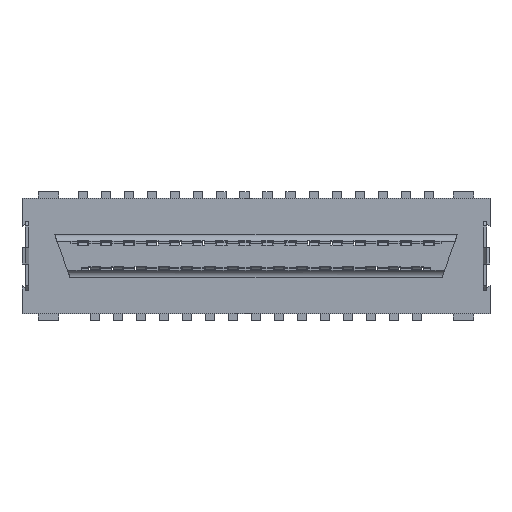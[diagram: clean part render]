
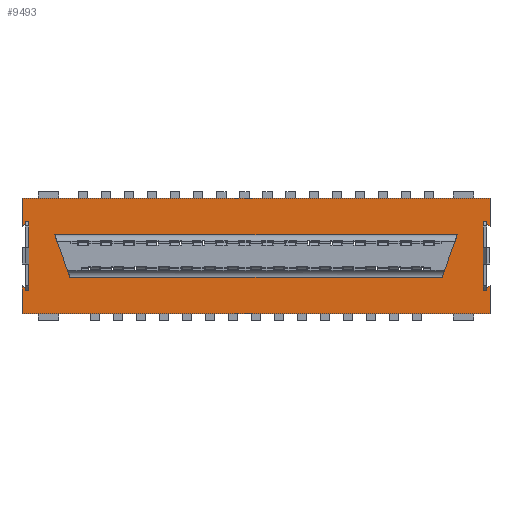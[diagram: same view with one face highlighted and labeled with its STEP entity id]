
A CAD part, top view. The second image highlights one B-rep face of the part: STEP entity #9493.
In plain terms, the highlighted planar face has unit normal (0, 0, 1).
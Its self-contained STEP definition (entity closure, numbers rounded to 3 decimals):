
#37=CARTESIAN_POINT('',(-8.65,-2.5,0.86));
#38=VERTEX_POINT('',#37);
#48=CARTESIAN_POINT('',(-8.65,-1.3,0.86));
#49=VERTEX_POINT('',#48);
#50=CARTESIAN_POINT('',(-8.65,-2.5,0.86));
#51=CARTESIAN_POINT('',(-8.65,-2.26,0.86));
#52=CARTESIAN_POINT('',(-8.65,-2.02,0.86));
#53=CARTESIAN_POINT('',(-8.65,-1.78,0.86));
#54=CARTESIAN_POINT('',(-8.65,-1.54,0.86));
#55=CARTESIAN_POINT('',(-8.65,-1.3,0.86));
#56=B_SPLINE_CURVE_WITH_KNOTS('',5,(#50,#51,#52,#53,#54,#55),.UNSPECIFIED.,.F.,.U.,(6,6),(0.,1.2),.UNSPECIFIED.);
#57=EDGE_CURVE('',#38,#49,#56,.T.);
#89=CARTESIAN_POINT('',(-8.65,1.3,0.86));
#90=VERTEX_POINT('',#89);
#100=CARTESIAN_POINT('',(-8.65,2.5,0.86));
#101=VERTEX_POINT('',#100);
#102=CARTESIAN_POINT('',(-8.65,1.3,0.86));
#103=CARTESIAN_POINT('',(-8.65,1.54,0.86));
#104=CARTESIAN_POINT('',(-8.65,1.78,0.86));
#105=CARTESIAN_POINT('',(-8.65,2.02,0.86));
#106=CARTESIAN_POINT('',(-8.65,2.26,0.86));
#107=CARTESIAN_POINT('',(-8.65,2.5,0.86));
#108=B_SPLINE_CURVE_WITH_KNOTS('',5,(#102,#103,#104,#105,#106,#107),.UNSPECIFIED.,.F.,.U.,(6,6),(0.,1.2),.UNSPECIFIED.);
#109=EDGE_CURVE('',#90,#101,#108,.T.);
#139=CARTESIAN_POINT('',(-6.571,-0.925,0.86));
#140=VERTEX_POINT('',#139);
#194=CARTESIAN_POINT('',(-7.232,0.925,0.86));
#195=VERTEX_POINT('',#194);
#214=CARTESIAN_POINT('',(-7.232,0.925,0.86));
#215=CARTESIAN_POINT('',(-7.1,0.555,0.86));
#216=CARTESIAN_POINT('',(-6.968,0.185,0.86));
#217=CARTESIAN_POINT('',(-6.836,-0.185,0.86));
#218=CARTESIAN_POINT('',(-6.704,-0.555,0.86));
#219=CARTESIAN_POINT('',(-6.571,-0.925,0.86));
#220=B_SPLINE_CURVE_WITH_KNOTS('',5,(#214,#215,#216,#217,#218,#219),.UNSPECIFIED.,.F.,.U.,(6,6),(0.,1.964),.UNSPECIFIED.);
#221=EDGE_CURVE('',#195,#140,#220,.T.);
#1973=CARTESIAN_POINT('',(11.65,-2.5,0.86));
#1974=VERTEX_POINT('',#1973);
#1984=CARTESIAN_POINT('',(-8.65,-2.5,0.86));
#1985=CARTESIAN_POINT('',(-4.59,-2.5,0.86));
#1986=CARTESIAN_POINT('',(-0.53,-2.5,0.86));
#1987=CARTESIAN_POINT('',(3.53,-2.5,0.86));
#1988=CARTESIAN_POINT('',(7.59,-2.5,0.86));
#1989=CARTESIAN_POINT('',(11.65,-2.5,0.86));
#1990=B_SPLINE_CURVE_WITH_KNOTS('',5,(#1984,#1985,#1986,#1987,#1988,#1989),.UNSPECIFIED.,.F.,.U.,(6,6),(0.,20.3),.UNSPECIFIED.);
#1991=EDGE_CURVE('',#38,#1974,#1990,.T.);
#2067=CARTESIAN_POINT('',(11.65,-1.3,0.86));
#2068=VERTEX_POINT('',#2067);
#2078=CARTESIAN_POINT('',(11.65,-2.5,0.86));
#2079=CARTESIAN_POINT('',(11.65,-2.26,0.86));
#2080=CARTESIAN_POINT('',(11.65,-2.02,0.86));
#2081=CARTESIAN_POINT('',(11.65,-1.78,0.86));
#2082=CARTESIAN_POINT('',(11.65,-1.54,0.86));
#2083=CARTESIAN_POINT('',(11.65,-1.3,0.86));
#2084=B_SPLINE_CURVE_WITH_KNOTS('',5,(#2078,#2079,#2080,#2081,#2082,#2083),.UNSPECIFIED.,.F.,.U.,(6,6),(0.,1.2),.UNSPECIFIED.);
#2085=EDGE_CURVE('',#1974,#2068,#2084,.T.);
#2107=CARTESIAN_POINT('',(11.65,2.5,0.86));
#2108=VERTEX_POINT('',#2107);
#2118=CARTESIAN_POINT('',(11.65,1.3,0.86));
#2119=VERTEX_POINT('',#2118);
#2120=CARTESIAN_POINT('',(11.65,1.3,0.86));
#2121=CARTESIAN_POINT('',(11.65,1.54,0.86));
#2122=CARTESIAN_POINT('',(11.65,1.78,0.86));
#2123=CARTESIAN_POINT('',(11.65,2.02,0.86));
#2124=CARTESIAN_POINT('',(11.65,2.26,0.86));
#2125=CARTESIAN_POINT('',(11.65,2.5,0.86));
#2126=B_SPLINE_CURVE_WITH_KNOTS('',5,(#2120,#2121,#2122,#2123,#2124,#2125),.UNSPECIFIED.,.F.,.U.,(6,6),(0.,1.2),.UNSPECIFIED.);
#2127=EDGE_CURVE('',#2119,#2108,#2126,.T.);
#2212=CARTESIAN_POINT('',(11.65,2.5,0.86));
#2213=CARTESIAN_POINT('',(7.59,2.5,0.86));
#2214=CARTESIAN_POINT('',(3.53,2.5,0.86));
#2215=CARTESIAN_POINT('',(-0.53,2.5,0.86));
#2216=CARTESIAN_POINT('',(-4.59,2.5,0.86));
#2217=CARTESIAN_POINT('',(-8.65,2.5,0.86));
#2218=B_SPLINE_CURVE_WITH_KNOTS('',5,(#2212,#2213,#2214,#2215,#2216,#2217),.UNSPECIFIED.,.F.,.U.,(6,6),(0.,20.3),.UNSPECIFIED.);
#2219=EDGE_CURVE('',#2108,#101,#2218,.T.);
#2285=CARTESIAN_POINT('',(10.232,0.925,0.86));
#2286=VERTEX_POINT('',#2285);
#2305=CARTESIAN_POINT('',(-7.232,0.925,0.86));
#2306=CARTESIAN_POINT('',(-3.739,0.925,0.86));
#2307=CARTESIAN_POINT('',(-0.246,0.925,0.86));
#2308=CARTESIAN_POINT('',(3.246,0.925,0.86));
#2309=CARTESIAN_POINT('',(6.739,0.925,0.86));
#2310=CARTESIAN_POINT('',(10.232,0.925,0.86));
#2311=B_SPLINE_CURVE_WITH_KNOTS('',5,(#2305,#2306,#2307,#2308,#2309,#2310),.UNSPECIFIED.,.F.,.U.,(6,6),(0.,17.464),.UNSPECIFIED.);
#2312=EDGE_CURVE('',#195,#2286,#2311,.T.);
#2990=CARTESIAN_POINT('',(9.571,-0.925,0.86));
#2991=VERTEX_POINT('',#2990);
#3010=CARTESIAN_POINT('',(10.232,0.925,0.86));
#3011=CARTESIAN_POINT('',(10.1,0.555,0.86));
#3012=CARTESIAN_POINT('',(9.968,0.185,0.86));
#3013=CARTESIAN_POINT('',(9.836,-0.185,0.86));
#3014=CARTESIAN_POINT('',(9.704,-0.555,0.86));
#3015=CARTESIAN_POINT('',(9.571,-0.925,0.86));
#3016=B_SPLINE_CURVE_WITH_KNOTS('',5,(#3010,#3011,#3012,#3013,#3014,#3015),.UNSPECIFIED.,.F.,.U.,(6,6),(0.,1.964),.UNSPECIFIED.);
#3017=EDGE_CURVE('',#2286,#2991,#3016,.T.);
#3637=CARTESIAN_POINT('',(9.571,-0.925,0.86));
#3638=CARTESIAN_POINT('',(6.343,-0.925,0.86));
#3639=CARTESIAN_POINT('',(3.114,-0.925,0.86));
#3640=CARTESIAN_POINT('',(-0.114,-0.925,0.86));
#3641=CARTESIAN_POINT('',(-3.343,-0.925,0.86));
#3642=CARTESIAN_POINT('',(-6.571,-0.925,0.86));
#3643=B_SPLINE_CURVE_WITH_KNOTS('',5,(#3637,#3638,#3639,#3640,#3641,#3642),.UNSPECIFIED.,.F.,.U.,(6,6),(0.,16.143),.UNSPECIFIED.);
#3644=EDGE_CURVE('',#2991,#140,#3643,.T.);
#8084=CARTESIAN_POINT('',(-8.5,-1.4,0.86));
#8085=VERTEX_POINT('',#8084);
#8086=CARTESIAN_POINT('',(-8.65,-1.3,0.86));
#8087=CARTESIAN_POINT('',(-8.62,-1.32,0.86));
#8088=CARTESIAN_POINT('',(-8.59,-1.34,0.86));
#8089=CARTESIAN_POINT('',(-8.56,-1.36,0.86));
#8090=CARTESIAN_POINT('',(-8.53,-1.38,0.86));
#8091=CARTESIAN_POINT('',(-8.5,-1.4,0.86));
#8092=B_SPLINE_CURVE_WITH_KNOTS('',5,(#8086,#8087,#8088,#8089,#8090,#8091),.UNSPECIFIED.,.F.,.U.,(6,6),(0.,0.18),.UNSPECIFIED.);
#8093=EDGE_CURVE('',#49,#8085,#8092,.T.);
#8152=CARTESIAN_POINT('',(-8.5,1.4,0.86));
#8153=VERTEX_POINT('',#8152);
#8160=CARTESIAN_POINT('',(-8.5,1.4,0.86));
#8161=CARTESIAN_POINT('',(-8.53,1.38,0.86));
#8162=CARTESIAN_POINT('',(-8.56,1.36,0.86));
#8163=CARTESIAN_POINT('',(-8.59,1.34,0.86));
#8164=CARTESIAN_POINT('',(-8.62,1.32,0.86));
#8165=CARTESIAN_POINT('',(-8.65,1.3,0.86));
#8166=B_SPLINE_CURVE_WITH_KNOTS('',5,(#8160,#8161,#8162,#8163,#8164,#8165),.UNSPECIFIED.,.F.,.U.,(6,6),(0.18,0.361),.UNSPECIFIED.);
#8167=EDGE_CURVE('',#8153,#90,#8166,.T.);
#9368=CARTESIAN_POINT('',(1.5,0.,0.86));
#9369=DIRECTION('',(1.,0.,0.));
#9370=DIRECTION('',(0.,0.,1.));
#9371=AXIS2_PLACEMENT_3D('',#9368,#9370,#9369);
#9372=PLANE('',#9371);
#9373=ORIENTED_EDGE('',*,*,#2085,.T.);
#9374=CARTESIAN_POINT('',(11.5,-1.4,0.86));
#9375=VERTEX_POINT('',#9374);
#9376=CARTESIAN_POINT('',(11.65,-1.3,0.86));
#9377=CARTESIAN_POINT('',(11.62,-1.32,0.86));
#9378=CARTESIAN_POINT('',(11.59,-1.34,0.86));
#9379=CARTESIAN_POINT('',(11.56,-1.36,0.86));
#9380=CARTESIAN_POINT('',(11.53,-1.38,0.86));
#9381=CARTESIAN_POINT('',(11.5,-1.4,0.86));
#9382=B_SPLINE_CURVE_WITH_KNOTS('',5,(#9376,#9377,#9378,#9379,#9380,#9381),.UNSPECIFIED.,.F.,.U.,(6,6),(0.,0.18),.UNSPECIFIED.);
#9383=EDGE_CURVE('',#2068,#9375,#9382,.T.);
#9384=ORIENTED_EDGE('',*,*,#9383,.T.);
#9385=CARTESIAN_POINT('',(11.5,-1.5,0.86));
#9386=VERTEX_POINT('',#9385);
#9387=CARTESIAN_POINT('',(11.5,-1.5,0.86));
#9388=DIRECTION('',(0.,1.,0.));
#9389=VECTOR('',#9388,0.1);
#9390=LINE('',#9387,#9389);
#9391=EDGE_CURVE('',#9386,#9375,#9390,.T.);
#9392=ORIENTED_EDGE('',*,*,#9391,.F.);
#9393=CARTESIAN_POINT('',(11.35,-1.5,0.86));
#9394=VERTEX_POINT('',#9393);
#9395=CARTESIAN_POINT('',(11.35,-1.5,0.86));
#9396=DIRECTION('',(1.,0.,0.));
#9397=VECTOR('',#9396,0.15);
#9398=LINE('',#9395,#9397);
#9399=EDGE_CURVE('',#9394,#9386,#9398,.T.);
#9400=ORIENTED_EDGE('',*,*,#9399,.F.);
#9401=CARTESIAN_POINT('',(11.35,1.5,0.86));
#9402=VERTEX_POINT('',#9401);
#9403=CARTESIAN_POINT('',(11.35,-1.5,0.86));
#9404=CARTESIAN_POINT('',(11.35,-0.9,0.86));
#9405=CARTESIAN_POINT('',(11.35,-0.3,0.86));
#9406=CARTESIAN_POINT('',(11.35,0.3,0.86));
#9407=CARTESIAN_POINT('',(11.35,0.9,0.86));
#9408=CARTESIAN_POINT('',(11.35,1.5,0.86));
#9409=B_SPLINE_CURVE_WITH_KNOTS('',5,(#9403,#9404,#9405,#9406,#9407,#9408),.UNSPECIFIED.,.F.,.U.,(6,6),(0.,3.),.UNSPECIFIED.);
#9410=EDGE_CURVE('',#9394,#9402,#9409,.T.);
#9411=ORIENTED_EDGE('',*,*,#9410,.T.);
#9412=CARTESIAN_POINT('',(11.5,1.5,0.86));
#9413=VERTEX_POINT('',#9412);
#9414=CARTESIAN_POINT('',(11.5,1.5,0.86));
#9415=DIRECTION('',(-1.,0.,0.));
#9416=VECTOR('',#9415,0.15);
#9417=LINE('',#9414,#9416);
#9418=EDGE_CURVE('',#9413,#9402,#9417,.T.);
#9419=ORIENTED_EDGE('',*,*,#9418,.F.);
#9420=CARTESIAN_POINT('',(11.5,1.4,0.86));
#9421=VERTEX_POINT('',#9420);
#9422=CARTESIAN_POINT('',(11.5,1.4,0.86));
#9423=DIRECTION('',(0.,1.,0.));
#9424=VECTOR('',#9423,0.1);
#9425=LINE('',#9422,#9424);
#9426=EDGE_CURVE('',#9421,#9413,#9425,.T.);
#9427=ORIENTED_EDGE('',*,*,#9426,.F.);
#9428=CARTESIAN_POINT('',(11.5,1.4,0.86));
#9429=CARTESIAN_POINT('',(11.53,1.38,0.86));
#9430=CARTESIAN_POINT('',(11.56,1.36,0.86));
#9431=CARTESIAN_POINT('',(11.59,1.34,0.86));
#9432=CARTESIAN_POINT('',(11.62,1.32,0.86));
#9433=CARTESIAN_POINT('',(11.65,1.3,0.86));
#9434=B_SPLINE_CURVE_WITH_KNOTS('',5,(#9428,#9429,#9430,#9431,#9432,#9433),.UNSPECIFIED.,.F.,.U.,(6,6),(0.18,0.361),.UNSPECIFIED.);
#9435=EDGE_CURVE('',#9421,#2119,#9434,.T.);
#9436=ORIENTED_EDGE('',*,*,#9435,.T.);
#9437=ORIENTED_EDGE('',*,*,#2127,.T.);
#9438=ORIENTED_EDGE('',*,*,#2219,.T.);
#9439=ORIENTED_EDGE('',*,*,#109,.F.);
#9440=ORIENTED_EDGE('',*,*,#8167,.F.);
#9441=CARTESIAN_POINT('',(-8.5,1.5,0.86));
#9442=VERTEX_POINT('',#9441);
#9443=CARTESIAN_POINT('',(-8.5,1.5,0.86));
#9444=DIRECTION('',(0.,-1.,0.));
#9445=VECTOR('',#9444,0.1);
#9446=LINE('',#9443,#9445);
#9447=EDGE_CURVE('',#9442,#8153,#9446,.T.);
#9448=ORIENTED_EDGE('',*,*,#9447,.F.);
#9449=CARTESIAN_POINT('',(-8.35,1.5,0.86));
#9450=VERTEX_POINT('',#9449);
#9451=CARTESIAN_POINT('',(-8.35,1.5,0.86));
#9452=DIRECTION('',(-1.,0.,0.));
#9453=VECTOR('',#9452,0.15);
#9454=LINE('',#9451,#9453);
#9455=EDGE_CURVE('',#9450,#9442,#9454,.T.);
#9456=ORIENTED_EDGE('',*,*,#9455,.F.);
#9457=CARTESIAN_POINT('',(-8.35,-1.5,0.86));
#9458=VERTEX_POINT('',#9457);
#9459=CARTESIAN_POINT('',(-8.35,-1.5,0.86));
#9460=CARTESIAN_POINT('',(-8.35,-0.9,0.86));
#9461=CARTESIAN_POINT('',(-8.35,-0.3,0.86));
#9462=CARTESIAN_POINT('',(-8.35,0.3,0.86));
#9463=CARTESIAN_POINT('',(-8.35,0.9,0.86));
#9464=CARTESIAN_POINT('',(-8.35,1.5,0.86));
#9465=B_SPLINE_CURVE_WITH_KNOTS('',5,(#9459,#9460,#9461,#9462,#9463,#9464),.UNSPECIFIED.,.F.,.U.,(6,6),(0.,3.),.UNSPECIFIED.);
#9466=EDGE_CURVE('',#9458,#9450,#9465,.T.);
#9467=ORIENTED_EDGE('',*,*,#9466,.F.);
#9468=CARTESIAN_POINT('',(-8.5,-1.5,0.86));
#9469=VERTEX_POINT('',#9468);
#9470=CARTESIAN_POINT('',(-8.5,-1.5,0.86));
#9471=DIRECTION('',(1.,0.,0.));
#9472=VECTOR('',#9471,0.15);
#9473=LINE('',#9470,#9472);
#9474=EDGE_CURVE('',#9469,#9458,#9473,.T.);
#9475=ORIENTED_EDGE('',*,*,#9474,.F.);
#9476=CARTESIAN_POINT('',(-8.5,-1.4,0.86));
#9477=DIRECTION('',(0.,-1.,0.));
#9478=VECTOR('',#9477,0.1);
#9479=LINE('',#9476,#9478);
#9480=EDGE_CURVE('',#8085,#9469,#9479,.T.);
#9481=ORIENTED_EDGE('',*,*,#9480,.F.);
#9482=ORIENTED_EDGE('',*,*,#8093,.F.);
#9483=ORIENTED_EDGE('',*,*,#57,.F.);
#9484=ORIENTED_EDGE('',*,*,#1991,.T.);
#9485=EDGE_LOOP('',(#9373,#9384,#9392,#9400,#9411,#9419,#9427,#9436,#9437,#9438,#9439,#9440,#9448,#9456,#9467,#9475,#9481,#9482,#9483,#9484));
#9486=FACE_OUTER_BOUND('',#9485,.T.);
#9487=ORIENTED_EDGE('',*,*,#221,.F.);
#9488=ORIENTED_EDGE('',*,*,#2312,.T.);
#9489=ORIENTED_EDGE('',*,*,#3017,.T.);
#9490=ORIENTED_EDGE('',*,*,#3644,.T.);
#9491=EDGE_LOOP('',(#9487,#9488,#9489,#9490));
#9492=FACE_BOUND('',#9491,.T.);
#9493=ADVANCED_FACE('',(#9486,#9492),#9372,.T.);
